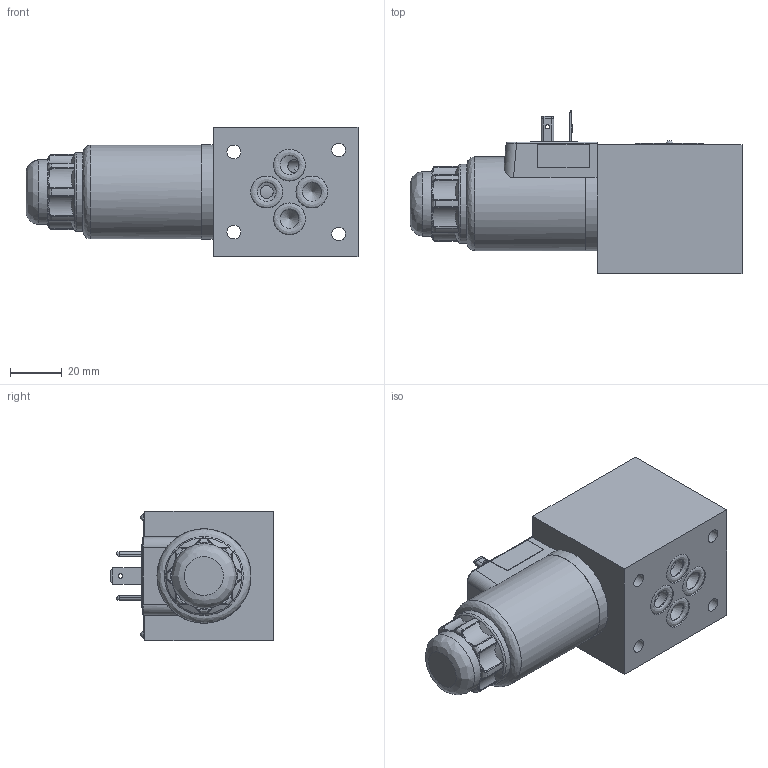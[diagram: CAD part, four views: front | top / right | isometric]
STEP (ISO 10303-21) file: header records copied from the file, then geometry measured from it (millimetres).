
FILE_DESCRIPTION (( 'STEP AP214' ), '1' );
FILE_NAME ('WVH-6I-2_2, 3_2-alle Steuerfunktionen.STEP', '2022-06-03T07:25:42', ( '' ), ( '' ), 'SwSTEP 2.0', 'SolidWorks 2020', '' );
FILE_SCHEMA (( 'AUTOMOTIVE_DESIGN' ));
Length unit declared in the file: millimetre
Products named in the file (1): WVH-6I-2_2, 3_2-alle Steuerfunktionen
Bounding box: 128.3 x 63.2 x 50 mm (x, y, z)
Volume: 205457.3 mm3; surface area: 30447.8 mm2
Topology: 6 solids, 6 shells, 598 faces, 1525 edges, 965 vertices
Faces by surface type: plane 361, bspline 119, cylinder 97, cone 21
Full cylindrical faces by diameter (mm): 1.65 x3, 2.7 x1, 3 x1, 4.9 x1, 5 x2, 5.3 x4, 7.8 x2, 8.011 x2, 10.135 x4, 12.35 x4, 25 x1, 30.5 x1, 33.953 x1, 36.3 x1
Entity records: 28504 total; most frequent: CARTESIAN_POINT 8947, ORIENTED_EDGE 2866, DIRECTION 2203, EDGE_CURVE 1433, VERTEX_POINT 943, LINE 807, VECTOR 807, EDGE_LOOP 710
